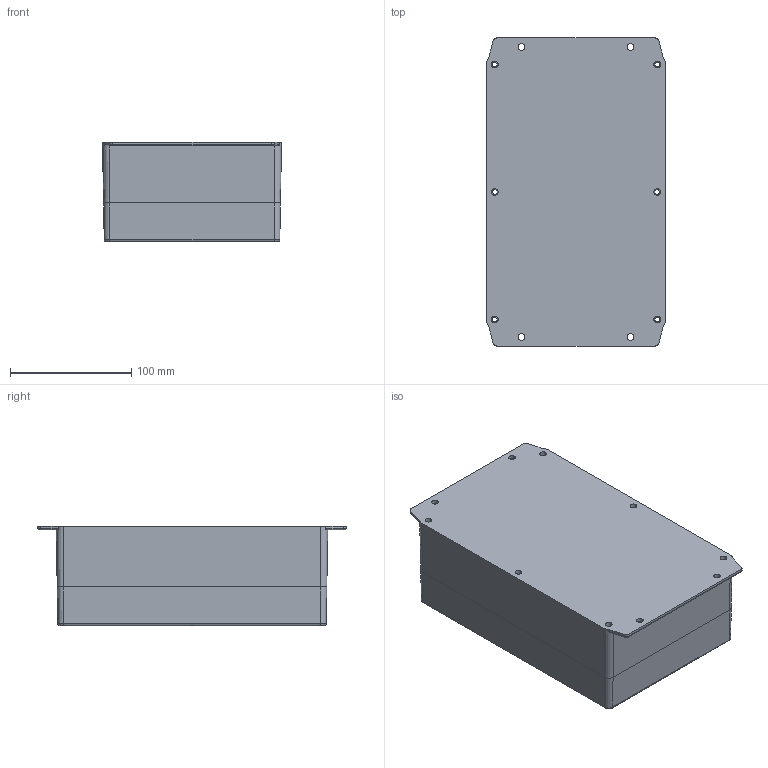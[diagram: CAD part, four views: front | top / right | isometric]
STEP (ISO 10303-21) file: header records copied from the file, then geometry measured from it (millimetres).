
FILE_DESCRIPTION (( 'STEP AP214' ), '1' );
FILE_NAME ('G125MF.STEP', '2011-01-10T03:48:25', ( 'NEF User' ), ( 'NEF User' ), 'SwSTEP 2.0', 'SolidWorks 2010', '' );
FILE_SCHEMA (( 'AUTOMOTIVE_DESIGN' ));
Length unit declared in the file: millimetre
Products named in the file (3): G124-BASE; G125MF; G125-COVER
Assembly tree (2 placements, depth 2):
  G125MF
    G125-COVER
    G124-BASE
Bounding box: 147.75 x 254.25 x 82 mm (x, y, z)
Volume: 456204 mm3; surface area: 268906.1 mm2
Topology: 2 solids, 2 shells, 510 faces, 1325 edges, 824 vertices
Faces by surface type: plane 185, cylinder 171, cone 78, bspline 36, torus 34, sphere 6
Entity records: 24690 total; most frequent: CARTESIAN_POINT 12225, ORIENTED_EDGE 2622, DIRECTION 2611, EDGE_CURVE 1311, AXIS2_PLACEMENT_3D 981, VERTEX_POINT 824, VECTOR 649, LINE 649
